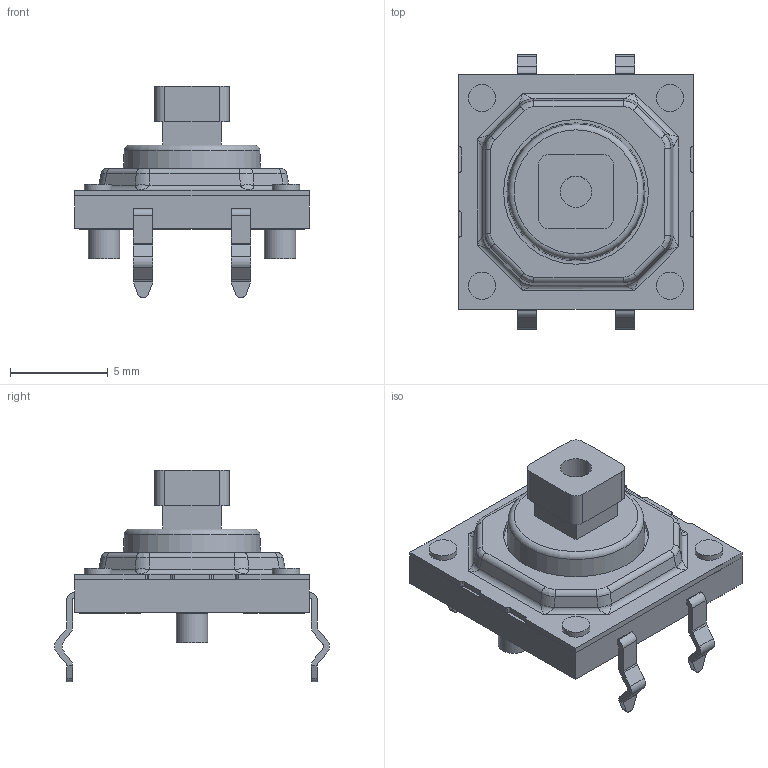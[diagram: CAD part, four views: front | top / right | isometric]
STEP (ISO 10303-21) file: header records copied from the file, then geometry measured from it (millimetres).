
FILE_DESCRIPTION(/* description */ ('','CAx-IF Rec.Pracs.---Representation and Presentation of Product Manufacturing Information (PMI)---4.0---2014-10-13'),/* implementation_level */ '2;1');
FILE_NAME(/* name */ 'TL6300AF260QP.stp',/* time_stamp */ '2019-06-10T09:44:50-05:00',/* author */ ('mroman'),/* organization */ (''),/* preprocessor_version */ 'ST-DEVELOPER v17',/* originating_system */ 'Autodesk Inventor 2018',/* authorisation */ '');
FILE_SCHEMA (('AP242_MANAGED_MODEL_BASED_3D_ENGINEERING_MIM_LF { 1 0 10303 442 1 1 4 }'));
Length unit declared in the file: millimetre
Products named in the file (1): TL6300AF260QP
Bounding box: 12 x 14.06 x 10.8 mm (x, y, z)
Volume: 405.5 mm3; surface area: 809.9 mm2
Topology: 1 solids, 2 shells, 407 faces, 1056 edges, 645 vertices
Faces by surface type: plane 172, cylinder 144, bspline 46, torus 21, sphere 15, cone 9
Full cylindrical faces by diameter (mm): 1.4 x4, 1.6 x3, 7.4 x1
Entity records: 14605 total; most frequent: CARTESIAN_POINT 4582, DIRECTION 2121, ORIENTED_EDGE 2080, EDGE_CURVE 1040, AXIS2_PLACEMENT_3D 788, VERTEX_POINT 645, LINE 553, VECTOR 553
